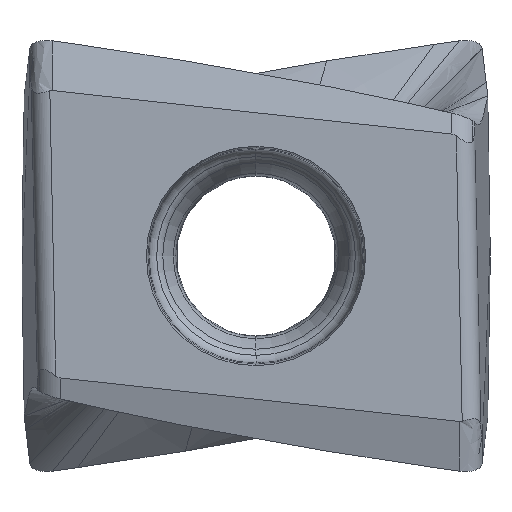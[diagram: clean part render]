
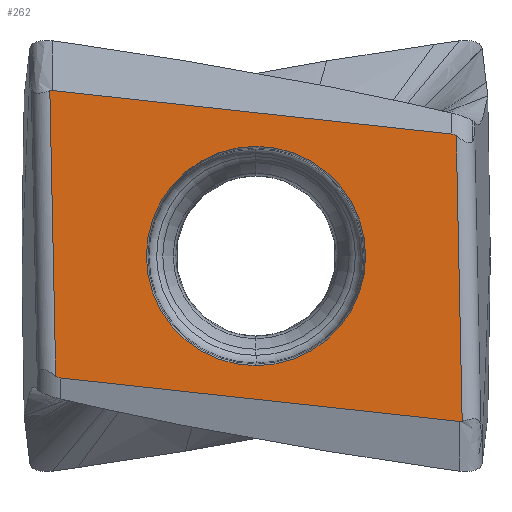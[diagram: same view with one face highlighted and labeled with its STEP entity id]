
A CAD part, front view. The second image highlights one B-rep face of the part: STEP entity #262.
In plain terms, the highlighted planar face has unit normal (0, -1, 0).
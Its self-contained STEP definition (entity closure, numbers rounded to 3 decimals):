
#65=FACE_BOUND('',#531,.T.);
#66=FACE_BOUND('',#532,.T.);
#262=ADVANCED_FACE('',(#65,#66),#290,.T.);
#290=PLANE('',#2513);
#531=EDGE_LOOP('',(#1383,#1384,#1385,#1386,#1387,#1388,#1389,#1390));
#532=EDGE_LOOP('',(#1391,#1392,#1393,#1394));
#566=LINE('',#3803,#670);
#596=LINE('',#5966,#702);
#638=LINE('',#8058,#747);
#639=LINE('',#8059,#748);
#670=VECTOR('',#2604,1.);
#702=VECTOR('',#2660,1.);
#747=VECTOR('',#2907,1.);
#748=VECTOR('',#2908,1.);
#1383=ORIENTED_EDGE('',*,*,#1708,.F.);
#1384=ORIENTED_EDGE('',*,*,#1712,.T.);
#1385=ORIENTED_EDGE('',*,*,#1721,.F.);
#1386=ORIENTED_EDGE('',*,*,#1967,.F.);
#1387=ORIENTED_EDGE('',*,*,#1805,.F.);
#1388=ORIENTED_EDGE('',*,*,#1809,.T.);
#1389=ORIENTED_EDGE('',*,*,#1817,.F.);
#1390=ORIENTED_EDGE('',*,*,#1968,.F.);
#1391=ORIENTED_EDGE('',*,*,#1965,.T.);
#1392=ORIENTED_EDGE('',*,*,#1963,.T.);
#1393=ORIENTED_EDGE('',*,*,#1962,.T.);
#1394=ORIENTED_EDGE('',*,*,#1966,.T.);
#1481=VERTEX_POINT('',#3771);
#1482=VERTEX_POINT('',#3772);
#1484=VERTEX_POINT('',#3804);
#1492=VERTEX_POINT('',#3904);
#1541=VERTEX_POINT('',#5934);
#1542=VERTEX_POINT('',#5935);
#1544=VERTEX_POINT('',#5967);
#1550=VERTEX_POINT('',#6049);
#1631=VERTEX_POINT('',#8047);
#1632=VERTEX_POINT('',#8049);
#1633=VERTEX_POINT('',#8051);
#1634=VERTEX_POINT('',#8055);
#1708=EDGE_CURVE('',#1481,#1482,#2038,.T.);
#1712=EDGE_CURVE('',#1481,#1484,#566,.T.);
#1721=EDGE_CURVE('',#1492,#1484,#2048,.T.);
#1805=EDGE_CURVE('',#1541,#1542,#2104,.T.);
#1809=EDGE_CURVE('',#1541,#1544,#596,.T.);
#1817=EDGE_CURVE('',#1550,#1544,#2113,.T.);
#1962=EDGE_CURVE('',#1632,#1631,#2295,.T.);
#1963=EDGE_CURVE('',#1633,#1632,#2296,.T.);
#1965=EDGE_CURVE('',#1634,#1633,#2298,.T.);
#1966=EDGE_CURVE('',#1631,#1634,#2299,.T.);
#1967=EDGE_CURVE('',#1542,#1492,#638,.T.);
#1968=EDGE_CURVE('',#1482,#1550,#639,.T.);
#2038=B_SPLINE_CURVE_WITH_KNOTS('',3,(#3765,#3766,#3767,#3768,#3769,#3770),
 .UNSPECIFIED.,.F.,.F.,(4,1,1,4),(0.,0.333,0.667,1.),
 .UNSPECIFIED.);
#2048=B_SPLINE_CURVE_WITH_KNOTS('',3,(#3905,#3906,#3907,#3908,#3909,#3910),
 .UNSPECIFIED.,.F.,.F.,(4,1,1,4),(0.,0.333,0.667,1.),
 .UNSPECIFIED.);
#2104=B_SPLINE_CURVE_WITH_KNOTS('',3,(#5928,#5929,#5930,#5931,#5932,#5933),
 .UNSPECIFIED.,.F.,.F.,(4,1,1,4),(0.,0.333,0.667,1.),
 .UNSPECIFIED.);
#2113=B_SPLINE_CURVE_WITH_KNOTS('',3,(#6050,#6051,#6052,#6053,#6054,#6055),
 .UNSPECIFIED.,.F.,.F.,(4,1,1,4),(0.,0.333,0.667,1.),
 .UNSPECIFIED.);
#2295=CIRCLE('',#2506,2.058);
#2296=CIRCLE('',#2507,2.058);
#2298=CIRCLE('',#2510,2.058);
#2299=CIRCLE('',#2511,2.058);
#2506=AXIS2_PLACEMENT_3D('',#8048,#2893,#2894);
#2507=AXIS2_PLACEMENT_3D('',#8050,#2895,#2896);
#2510=AXIS2_PLACEMENT_3D('',#8054,#2901,#2902);
#2511=AXIS2_PLACEMENT_3D('',#8056,#2903,#2904);
#2513=AXIS2_PLACEMENT_3D('',#8060,#2909,#2910);
#2604=DIRECTION('',(-0.994,0.,0.108));
#2660=DIRECTION('',(0.994,0.,-0.108));
#2893=DIRECTION('',(0.,1.,0.));
#2894=DIRECTION('',(0.008,0.,1.));
#2895=DIRECTION('',(0.,1.,0.));
#2896=DIRECTION('',(0.,0.,1.));
#2901=DIRECTION('',(0.,1.,0.));
#2902=DIRECTION('',(-0.008,0.,-1.));
#2903=DIRECTION('',(0.,1.,0.));
#2904=DIRECTION('',(0.,0.,-1.));
#2907=DIRECTION('',(-0.021,0.,1.));
#2908=DIRECTION('',(0.021,0.,-1.));
#2909=DIRECTION('',(0.,-1.,0.));
#2910=DIRECTION('',(1.,0.,0.021));
#3765=CARTESIAN_POINT('',(3.675,0.,2.29));
#3766=CARTESIAN_POINT('',(3.684,0.,2.289));
#3767=CARTESIAN_POINT('',(3.702,0.,2.285));
#3768=CARTESIAN_POINT('',(3.731,0.,2.272));
#3769=CARTESIAN_POINT('',(3.75,0.,2.26));
#3770=CARTESIAN_POINT('',(3.759,0.,2.253));
#3771=CARTESIAN_POINT('',(3.675,0.,2.29));
#3772=CARTESIAN_POINT('',(3.759,0.,2.253));
#3803=CARTESIAN_POINT('',(3.675,0.,2.29));
#3804=CARTESIAN_POINT('',(-3.823,0.,3.106));
#3904=CARTESIAN_POINT('',(-3.87,0.,3.1));
#3905=CARTESIAN_POINT('',(-3.87,0.,3.1));
#3906=CARTESIAN_POINT('',(-3.865,0.,3.102));
#3907=CARTESIAN_POINT('',(-3.854,0.,3.105));
#3908=CARTESIAN_POINT('',(-3.839,0.,3.106));
#3909=CARTESIAN_POINT('',(-3.828,0.,3.106));
#3910=CARTESIAN_POINT('',(-3.823,0.,3.106));
#5928=CARTESIAN_POINT('',(-3.675,0.,-2.29));
#5929=CARTESIAN_POINT('',(-3.684,0.,-2.289));
#5930=CARTESIAN_POINT('',(-3.702,0.,-2.285));
#5931=CARTESIAN_POINT('',(-3.731,0.,-2.272));
#5932=CARTESIAN_POINT('',(-3.75,0.,-2.26));
#5933=CARTESIAN_POINT('',(-3.759,0.,-2.253));
#5934=CARTESIAN_POINT('',(-3.675,0.,-2.29));
#5935=CARTESIAN_POINT('',(-3.759,0.,-2.253));
#5966=CARTESIAN_POINT('',(-3.675,0.,-2.29));
#5967=CARTESIAN_POINT('',(3.823,0.,-3.106));
#6049=CARTESIAN_POINT('',(3.87,0.,-3.1));
#6050=CARTESIAN_POINT('',(3.87,0.,-3.1));
#6051=CARTESIAN_POINT('',(3.865,0.,-3.102));
#6052=CARTESIAN_POINT('',(3.854,0.,-3.105));
#6053=CARTESIAN_POINT('',(3.839,0.,-3.106));
#6054=CARTESIAN_POINT('',(3.828,0.,-3.106));
#6055=CARTESIAN_POINT('',(3.823,0.,-3.106));
#8047=CARTESIAN_POINT('',(0.,0.,-2.058));
#8048=CARTESIAN_POINT('',(0.,0.,0.));
#8049=CARTESIAN_POINT('',(0.016,0.,2.058));
#8050=CARTESIAN_POINT('',(0.,0.,0.));
#8051=CARTESIAN_POINT('',(0.,0.,2.058));
#8054=CARTESIAN_POINT('',(0.,0.,0.));
#8055=CARTESIAN_POINT('',(-0.016,0.,-2.058));
#8056=CARTESIAN_POINT('',(0.,0.,0.));
#8058=CARTESIAN_POINT('',(-3.759,0.,-2.253));
#8059=CARTESIAN_POINT('',(3.759,0.,2.253));
#8060=CARTESIAN_POINT('',(-3.659,0.,-7.077));
